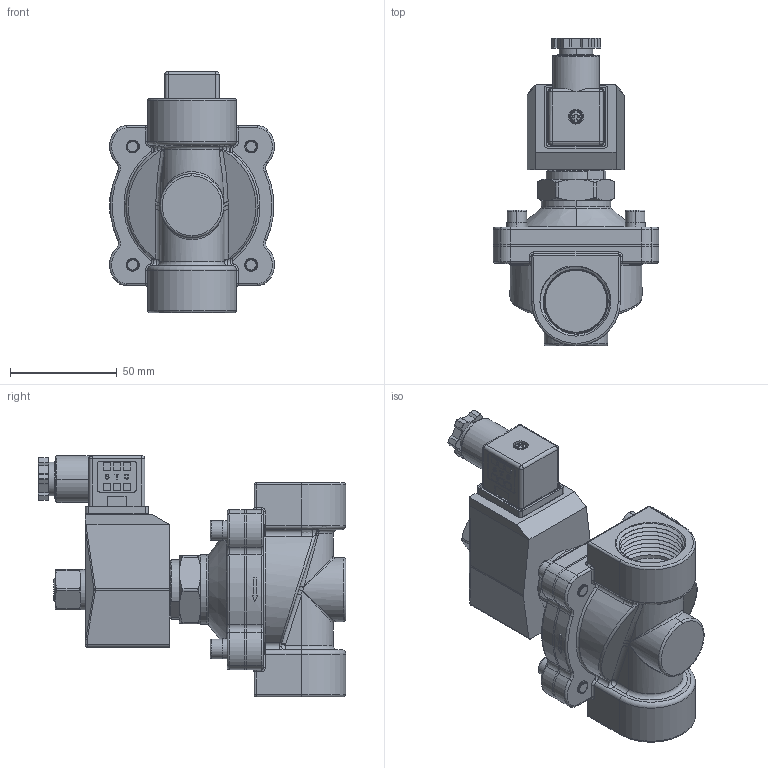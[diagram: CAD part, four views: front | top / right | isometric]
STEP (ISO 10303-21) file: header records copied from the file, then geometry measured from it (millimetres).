
FILE_DESCRIPTION (( 'STEP AP214' ), '1' );
FILE_NAME ('2WO250-1.STEP', '2018-11-08T19:51:16', ( '' ), ( '' ), 'SwSTEP 2.0', 'SolidWorks 2016', '' );
FILE_SCHEMA (( 'AUTOMOTIVE_DESIGN' ));
Length unit declared in the file: millimetre
Products named in the file (1): 2WO250-1
Bounding box: 77.42 x 144.21 x 113.25 mm (x, y, z)
Volume: 359272 mm3; surface area: 108448.1 mm2
Topology: 25 solids, 25 shells, 1699 faces, 4627 edges, 3014 vertices
Faces by surface type: cylinder 725, plane 640, bspline 116, cone 103, torus 86, sphere 29
Entity records: 131024 total; most frequent: CARTESIAN_POINT 72391, ORIENTED_EDGE 9222, DIRECTION 7052, EDGE_CURVE 4611, VERTEX_POINT 3014, AXIS2_PLACEMENT_3D 2392, LINE 2268, VECTOR 2268
